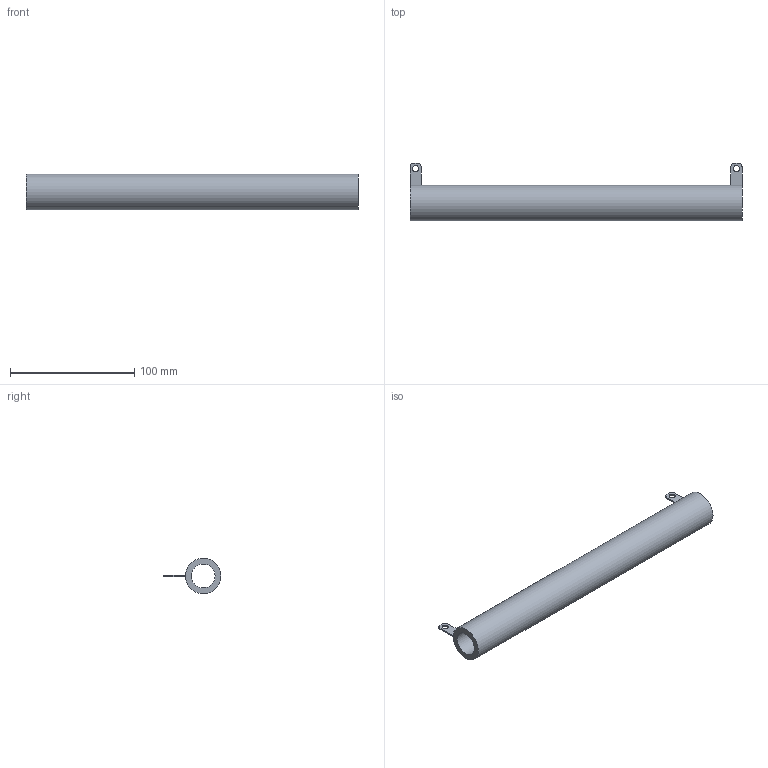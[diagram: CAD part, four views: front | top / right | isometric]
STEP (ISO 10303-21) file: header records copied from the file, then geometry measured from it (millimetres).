
FILE_DESCRIPTION(/* description */ (''),/* implementation_level */ '2;1');
FILE_NAME(/* name */ 'EWT225_stp.stp',/* time_stamp */ '2019-06-30T13:39:54-04:00',/* author */ ('mulla'),/* organization */ (''),/* preprocessor_version */ 'ST-DEVELOPER v16.1',/* originating_system */ 'Autodesk Inventor 2016',/* authorisation */ '');
FILE_SCHEMA (('AUTOMOTIVE_DESIGN { 1 0 10303 214 3 1 1 }'));
Length unit declared in the file: millimetre
Products named in the file (1): EWT225
Bounding box: 267 x 46.6 x 28.6 mm (x, y, z)
Volume: 95303.2 mm3; surface area: 41411.1 mm2
Topology: 3 solids, 3 shells, 24 faces, 54 edges, 34 vertices
Faces by surface type: plane 16, cylinder 8
Full cylindrical faces by diameter (mm): 5 x2, 19.1 x1, 28.6 x1
Entity records: 682 total; most frequent: DIRECTION 116, CARTESIAN_POINT 109, ORIENTED_EDGE 104, EDGE_CURVE 50, AXIS2_PLACEMENT_3D 41, EDGE_LOOP 34, LINE 34, VECTOR 34
